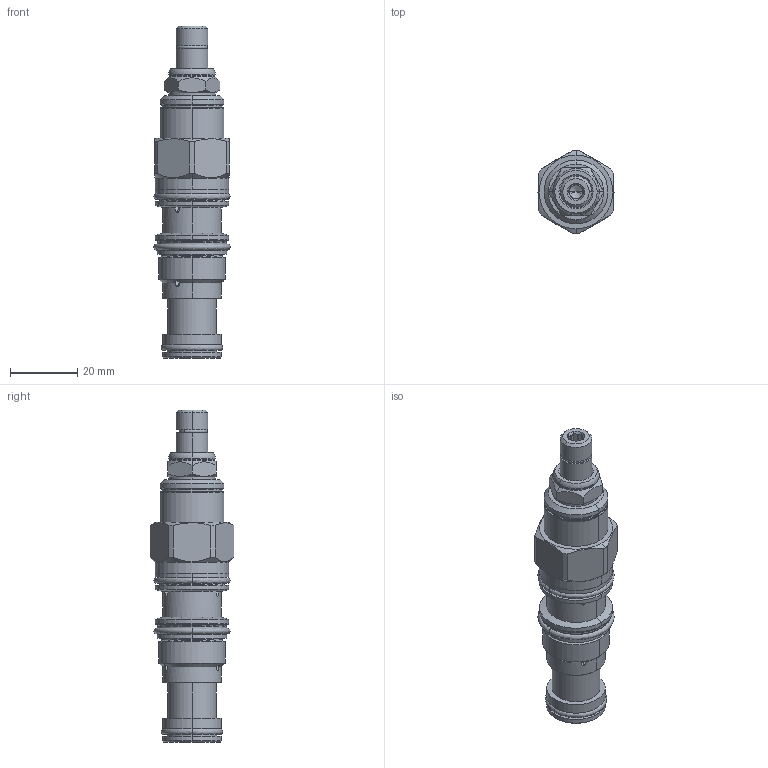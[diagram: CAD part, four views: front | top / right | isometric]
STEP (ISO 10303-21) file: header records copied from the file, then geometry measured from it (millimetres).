
FILE_DESCRIPTION((''),'2;1');
FILE_NAME('RBAD-LAN_PRT','2014-06-24T',('Administrator'),(''),'PRO/ENGINEER BY PARAMETRIC TECHNOLOGY CORPORATION, 2006240','PRO/ENGINEER BY PARAMETRIC TECHNOLOGY CORPORATION, 2006240','');
FILE_SCHEMA(('CONFIG_CONTROL_DESIGN'));
Length unit declared in the file: inch
Products named in the file (1): RBAD-LAN_PRT
Bounding box: 22.55 x 24.84 x 98.46 mm (x, y, z)
Volume: 23709.2 mm3; surface area: 9878.4 mm2
Topology: 5 solids, 5 shells, 288 faces, 665 edges, 396 vertices
Faces by surface type: cylinder 111, plane 64, cone 58, torus 41, revolution 12, sphere 2
Entity records: 10423 total; most frequent: CARTESIAN_POINT 3869, DIRECTION 1434, ORIENTED_EDGE 1306, EDGE_CURVE 653, AXIS2_PLACEMENT_3D 608, VERTEX_POINT 396, CIRCLE 332, EDGE_LOOP 321
